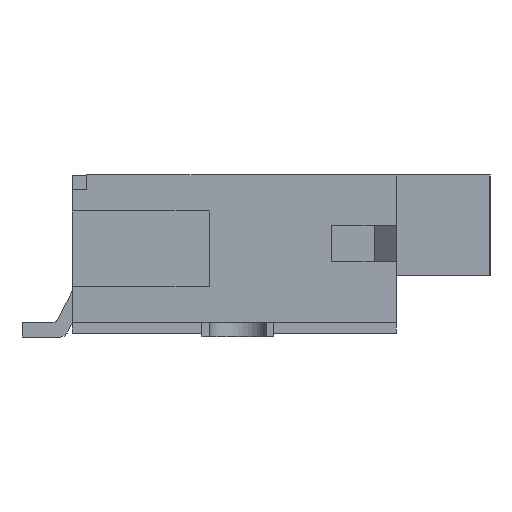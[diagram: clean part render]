
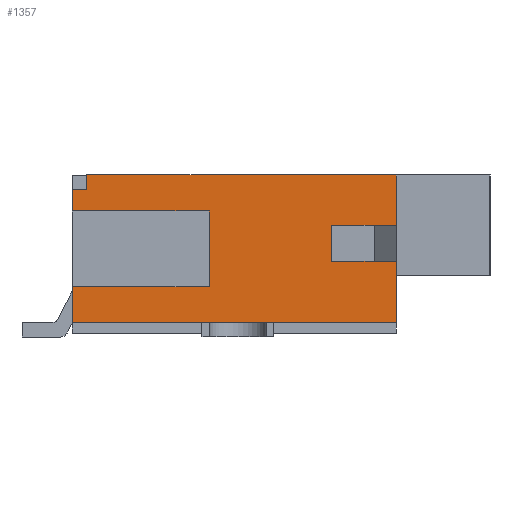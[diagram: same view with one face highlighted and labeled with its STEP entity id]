
A CAD part, left-side view. The second image highlights one B-rep face of the part: STEP entity #1357.
In plain terms, the highlighted planar face has unit normal (-1, 0, 0).
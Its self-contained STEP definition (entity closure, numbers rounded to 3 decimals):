
#1357 = ADVANCED_FACE( '', ( #2598 ), #2599, .T. );
#2598 = FACE_OUTER_BOUND( '', #3821, .T. );
#2599 = PLANE( '', #3822 );
#3821 = EDGE_LOOP( '', ( #7640, #7641, #7642, #7643, #7644, #7645, #7646, #7647, #7648, #7649, #7650, #7651, #7652, #7653 ) );
#3822 = AXIS2_PLACEMENT_3D( '', #7654, #7655, #7656 );
#7640 = ORIENTED_EDGE( '', *, *, #9648, .T. );
#7641 = ORIENTED_EDGE( '', *, *, #10168, .T. );
#7642 = ORIENTED_EDGE( '', *, *, #8994, .T. );
#7643 = ORIENTED_EDGE( '', *, *, #8791, .F. );
#7644 = ORIENTED_EDGE( '', *, *, #9836, .T. );
#7645 = ORIENTED_EDGE( '', *, *, #9824, .T. );
#7646 = ORIENTED_EDGE( '', *, *, #8991, .T. );
#7647 = ORIENTED_EDGE( '', *, *, #8718, .F. );
#7648 = ORIENTED_EDGE( '', *, *, #10169, .T. );
#7649 = ORIENTED_EDGE( '', *, *, #8997, .T. );
#7650 = ORIENTED_EDGE( '', *, *, #10170, .T. );
#7651 = ORIENTED_EDGE( '', *, *, #10085, .T. );
#7652 = ORIENTED_EDGE( '', *, *, #9801, .T. );
#7653 = ORIENTED_EDGE( '', *, *, #10171, .T. );
#7654 = CARTESIAN_POINT( '', ( -7.55, 0., 0. ) );
#7655 = DIRECTION( '', ( -1., 0., 0. ) );
#7656 = DIRECTION( '', ( 0., 0., 1. ) );
#8718 = EDGE_CURVE( '', #10728, #10718, #10730, .T. );
#8791 = EDGE_CURVE( '', #10858, #10854, #10860, .T. );
#8991 = EDGE_CURVE( '', #11244, #10718, #11245, .T. );
#8994 = EDGE_CURVE( '', #11066, #10854, #11249, .T. );
#8997 = EDGE_CURVE( '', #11254, #11252, #11255, .T. );
#9648 = EDGE_CURVE( '', #12193, #12225, #12227, .T. );
#9801 = EDGE_CURVE( '', #12436, #12437, #12438, .T. );
#9824 = EDGE_CURVE( '', #12469, #11244, #12470, .T. );
#9836 = EDGE_CURVE( '', #10858, #12469, #12485, .T. );
#10085 = EDGE_CURVE( '', #12791, #12436, #12792, .T. );
#10168 = EDGE_CURVE( '', #12225, #11066, #12885, .T. );
#10169 = EDGE_CURVE( '', #10728, #11254, #12886, .T. );
#10170 = EDGE_CURVE( '', #11252, #12791, #12887, .T. );
#10171 = EDGE_CURVE( '', #12437, #12193, #12888, .T. );
#10718 = VERTEX_POINT( '', #13593 );
#10728 = VERTEX_POINT( '', #13608 );
#10730 = LINE( '', #13611, #13612 );
#10854 = VERTEX_POINT( '', #13794 );
#10858 = VERTEX_POINT( '', #13800 );
#10860 = LINE( '', #13803, #13804 );
#11066 = VERTEX_POINT( '', #14067 );
#11244 = VERTEX_POINT( '', #14338 );
#11245 = LINE( '', #14339, #14340 );
#11249 = LINE( '', #14346, #14347 );
#11252 = VERTEX_POINT( '', #14350 );
#11254 = VERTEX_POINT( '', #14353 );
#11255 = LINE( '', #14354, #14355 );
#12193 = VERTEX_POINT( '', #15766 );
#12225 = VERTEX_POINT( '', #15822 );
#12227 = LINE( '', #15825, #15826 );
#12436 = VERTEX_POINT( '', #16148 );
#12437 = VERTEX_POINT( '', #16149 );
#12438 = LINE( '', #16150, #16151 );
#12469 = VERTEX_POINT( '', #16198 );
#12470 = LINE( '', #16199, #16200 );
#12485 = LINE( '', #16223, #16224 );
#12791 = VERTEX_POINT( '', #16686 );
#12792 = LINE( '', #16687, #16688 );
#12885 = LINE( '', #16832, #16833 );
#12886 = LINE( '', #16834, #16835 );
#12887 = LINE( '', #16836, #16837 );
#12888 = LINE( '', #16838, #16839 );
#13593 = CARTESIAN_POINT( '', ( -7.55, 2.25, -0.95 ) );
#13608 = CARTESIAN_POINT( '', ( -7.55, -2.25, -0.95 ) );
#13611 = CARTESIAN_POINT( '', ( -7.55, -2.25, -0.95 ) );
#13612 = VECTOR( '', #17306, 1000. );
#13794 = CARTESIAN_POINT( '', ( -7.55, 2.25, 0.6 ) );
#13800 = CARTESIAN_POINT( '', ( -7.55, 0.35, 0.6 ) );
#13803 = CARTESIAN_POINT( '', ( -7.55, 0.35, 0.6 ) );
#13804 = VECTOR( '', #17371, 1000. );
#14067 = CARTESIAN_POINT( '', ( -7.55, 2.25, 0.9 ) );
#14338 = CARTESIAN_POINT( '', ( -7.55, 2.25, -0.45 ) );
#14339 = CARTESIAN_POINT( '', ( -7.55, 2.25, 1.1 ) );
#14340 = VECTOR( '', #17657, 1000. );
#14346 = CARTESIAN_POINT( '', ( -7.55, 2.25, 1.1 ) );
#14347 = VECTOR( '', #17660, 1000. );
#14350 = CARTESIAN_POINT( '', ( -7.55, -1.35, -0.1 ) );
#14353 = CARTESIAN_POINT( '', ( -7.55, -2.25, -0.1 ) );
#14354 = CARTESIAN_POINT( '', ( -7.55, -2.25, -0.1 ) );
#14355 = VECTOR( '', #17662, 1000. );
#15766 = CARTESIAN_POINT( '', ( -7.55, 2.05, 1.1 ) );
#15822 = CARTESIAN_POINT( '', ( -7.55, 2.05, 0.9 ) );
#15825 = CARTESIAN_POINT( '', ( -7.55, 2.05, 0. ) );
#15826 = VECTOR( '', #18230, 1000. );
#16148 = CARTESIAN_POINT( '', ( -7.55, -2.25, 0.4 ) );
#16149 = CARTESIAN_POINT( '', ( -7.55, -2.25, 1.1 ) );
#16150 = CARTESIAN_POINT( '', ( -7.55, -2.25, -1.1 ) );
#16151 = VECTOR( '', #18371, 1000. );
#16198 = CARTESIAN_POINT( '', ( -7.55, 0.35, -0.45 ) );
#16199 = CARTESIAN_POINT( '', ( -7.55, 0.35, -0.45 ) );
#16200 = VECTOR( '', #18388, 1000. );
#16223 = CARTESIAN_POINT( '', ( -7.55, 0.35, 0.6 ) );
#16224 = VECTOR( '', #18397, 1000. );
#16686 = CARTESIAN_POINT( '', ( -7.55, -1.35, 0.4 ) );
#16687 = CARTESIAN_POINT( '', ( -7.55, -1.35, 0.4 ) );
#16688 = VECTOR( '', #18572, 1000. );
#16832 = CARTESIAN_POINT( '', ( -7.55, 0., 0.9 ) );
#16833 = VECTOR( '', #18627, 1000. );
#16834 = CARTESIAN_POINT( '', ( -7.55, -2.25, -1.1 ) );
#16835 = VECTOR( '', #18628, 1000. );
#16836 = CARTESIAN_POINT( '', ( -7.55, -1.35, -0.1 ) );
#16837 = VECTOR( '', #18629, 1000. );
#16838 = CARTESIAN_POINT( '', ( -7.55, -2.25, 1.1 ) );
#16839 = VECTOR( '', #18630, 1000. );
#17306 = DIRECTION( '', ( 0., 1., 0. ) );
#17371 = DIRECTION( '', ( 0., 1., 0. ) );
#17657 = DIRECTION( '', ( 0., 0., -1. ) );
#17660 = DIRECTION( '', ( 0., 0., -1. ) );
#17662 = DIRECTION( '', ( 0., 1., 0. ) );
#18230 = DIRECTION( '', ( 0., 0., -1. ) );
#18371 = DIRECTION( '', ( 0., 0., 1. ) );
#18388 = DIRECTION( '', ( 0., 1., 0. ) );
#18397 = DIRECTION( '', ( 0., 0., -1. ) );
#18572 = DIRECTION( '', ( 0., -1., 0. ) );
#18627 = DIRECTION( '', ( 0., 1., 0. ) );
#18628 = DIRECTION( '', ( 0., 0., 1. ) );
#18629 = DIRECTION( '', ( 0., 0., 1. ) );
#18630 = DIRECTION( '', ( 0., 1., 0. ) );
